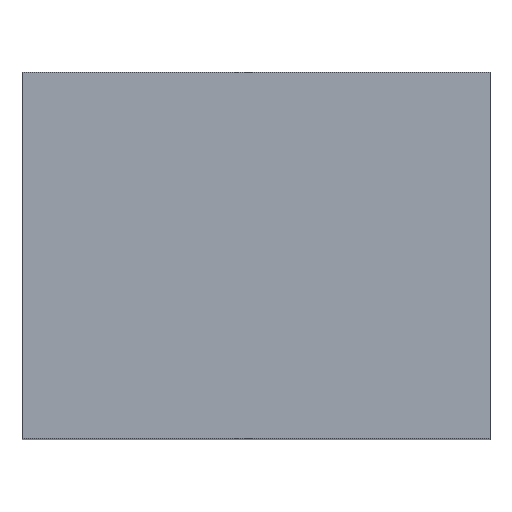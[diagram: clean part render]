
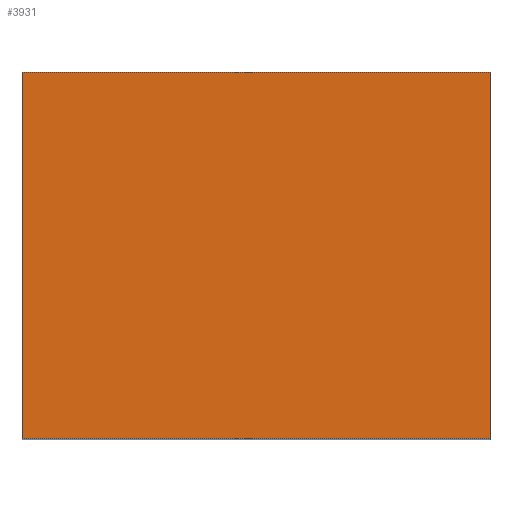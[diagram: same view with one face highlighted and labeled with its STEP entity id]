
A CAD part, top view. The second image highlights one B-rep face of the part: STEP entity #3931.
In plain terms, the highlighted planar face has unit normal (0, 0, 1).
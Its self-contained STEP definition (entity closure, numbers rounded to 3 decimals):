
#626=FACE_OUTER_BOUND('',#854,.T.);
#854=EDGE_LOOP('',(#3620,#3621,#3622,#3623));
#1166=LINE('',#7778,#1496);
#1180=LINE('',#7810,#1510);
#1183=LINE('',#7815,#1513);
#1185=LINE('',#7818,#1515);
#1496=VECTOR('',#4509,10.);
#1510=VECTOR('',#4541,10.);
#1513=VECTOR('',#4546,10.);
#1515=VECTOR('',#4550,10.);
#1888=VERTEX_POINT('',#7775);
#1889=VERTEX_POINT('',#7777);
#1898=VERTEX_POINT('',#7809);
#1899=VERTEX_POINT('',#7814);
#2456=EDGE_CURVE('',#1889,#1888,#1166,.T.);
#2470=EDGE_CURVE('',#1898,#1889,#1180,.T.);
#2473=EDGE_CURVE('',#1899,#1898,#1183,.T.);
#2475=EDGE_CURVE('',#1888,#1899,#1185,.T.);
#3620=ORIENTED_EDGE('',*,*,#2475,.T.);
#3621=ORIENTED_EDGE('',*,*,#2473,.T.);
#3622=ORIENTED_EDGE('',*,*,#2470,.T.);
#3623=ORIENTED_EDGE('',*,*,#2456,.T.);
#3717=PLANE('',#4039);
#3931=ADVANCED_FACE('',(#626),#3717,.T.);
#4039=AXIS2_PLACEMENT_3D('',#7819,#4551,#4552);
#4509=DIRECTION('',(-1.,0.,0.));
#4541=DIRECTION('',(0.,1.,0.));
#4546=DIRECTION('',(1.,0.,0.));
#4550=DIRECTION('',(0.,-1.,0.));
#4551=DIRECTION('center_axis',(0.,0.,1.));
#4552=DIRECTION('ref_axis',(1.,0.,0.));
#7775=CARTESIAN_POINT('',(-5.75,6.85,22.1));
#7777=CARTESIAN_POINT('',(5.75,6.85,22.1));
#7778=CARTESIAN_POINT('',(5.75,6.85,22.1));
#7809=CARTESIAN_POINT('',(5.75,-2.15,22.1));
#7810=CARTESIAN_POINT('',(5.75,-2.15,22.1));
#7814=CARTESIAN_POINT('',(-5.75,-2.15,22.1));
#7815=CARTESIAN_POINT('',(-5.75,-2.15,22.1));
#7818=CARTESIAN_POINT('',(-5.75,6.85,22.1));
#7819=CARTESIAN_POINT('Origin',(0.,2.35,22.1));
